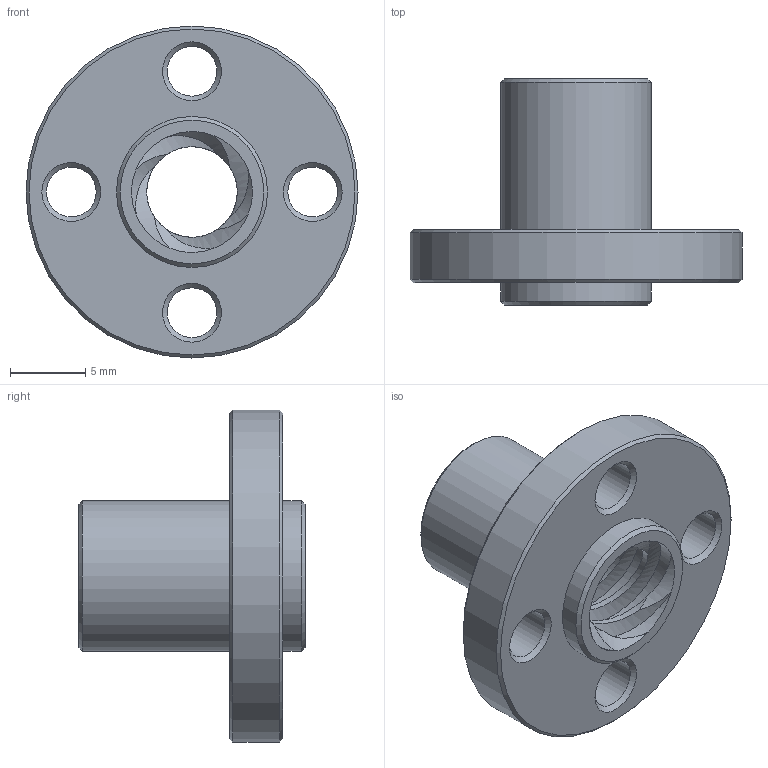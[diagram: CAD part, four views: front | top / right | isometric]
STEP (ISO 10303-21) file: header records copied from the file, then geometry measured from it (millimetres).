
FILE_DESCRIPTION(/* description */ ('STEP AP214'),/* implementation_level */ '2;1');
FILE_NAME(/* name */ '8MM METRIC LEAD NUT_JOG KNOB (29.25).stp',/* time_stamp */ '2023-03-01T15:17:43+02:00',/* author */ ('arnold.brand'),/* organization */ (''),/* preprocessor_version */ 'ST-DEVELOPER v19.2',/* originating_system */ 'Autodesk Inventor 2023',/* authorisation */ '');
FILE_SCHEMA (('AUTOMOTIVE_DESIGN { 1 0 10303 214 3 1 1 }'));
Length unit declared in the file: millimetre
Products named in the file (1): Lead Screw Nut
Bounding box: 22 x 15 x 22 mm (x, y, z)
Volume: 1467.5 mm3; surface area: 1908.2 mm2
Topology: 1 solids, 1 shells, 63 faces, 154 edges, 95 vertices
Faces by surface type: cylinder 31, bspline 16, cone 12, plane 4
Full cylindrical faces by diameter (mm): 3.3 x4, 6 x4, 8 x4, 10 x2, 22 x1
Entity records: 5886 total; most frequent: CARTESIAN_POINT 4454, ORIENTED_EDGE 308, DIRECTION 227, EDGE_CURVE 154, AXIS2_PLACEMENT_3D 96, VERTEX_POINT 95, EDGE_LOOP 75, STYLED_ITEM 64
